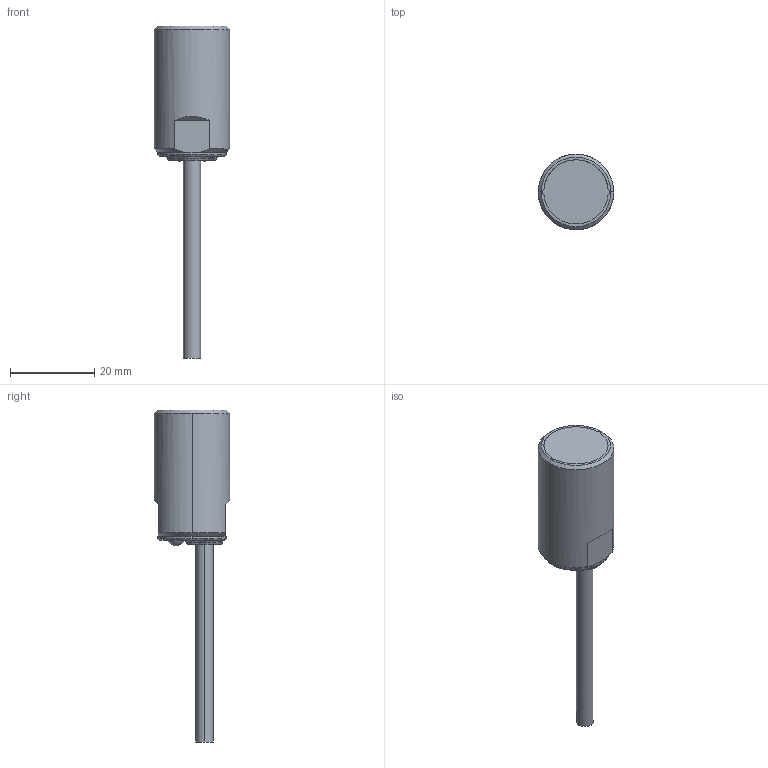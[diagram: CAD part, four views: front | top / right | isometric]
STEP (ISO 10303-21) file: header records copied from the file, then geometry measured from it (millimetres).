
FILE_DESCRIPTION((''),'2;1');
FILE_NAME('SHORT_FLUSH_CABLE_ASM','2018-05-23T',('Eric.Zhang'),(''),'PRO/ENGINEER BY PARAMETRIC TECHNOLOGY CORPORATION, 2007450','PRO/ENGINEER BY PARAMETRIC TECHNOLOGY CORPORATION, 2007450','');
FILE_SCHEMA(('AUTOMOTIVE_DESIGN_CC2 { 1 2 10303 214 -1 1 5 2 }'));
Length unit declared in the file: millimetre
Products named in the file (9): 84-024; 93-012; 93-011; 58-212; SHORT_FLUSH_CABLE_PCB; 57-253-1; 92-365; COMPOUND_SFC; SHORT_FLUSH_CABLE_ASM
Assembly tree (9 placements, depth 2):
  SHORT_FLUSH_CABLE_ASM
    84-024
    93-012
    93-011
    58-212
    SHORT_FLUSH_CABLE_PCB
    57-253-1
    92-365  x2
    COMPOUND_SFC
Bounding box: 18 x 18 x 79 mm (x, y, z)
Volume: 8419.5 mm3; surface area: 11178.1 mm2
Topology: 9 solids, 9 shells, 404 faces, 1013 edges, 634 vertices
Faces by surface type: plane 160, cylinder 112, torus 55, cone 48, bspline 21, sphere 8
Entity records: 15067 total; most frequent: CARTESIAN_POINT 3477, DIRECTION 2112, ORIENTED_EDGE 1974, EDGE_CURVE 987, AXIS2_PLACEMENT_3D 818, VERTEX_POINT 621, PRESENTATION_STYLE_ASSIGNMENT 586, STYLED_ITEM 577
